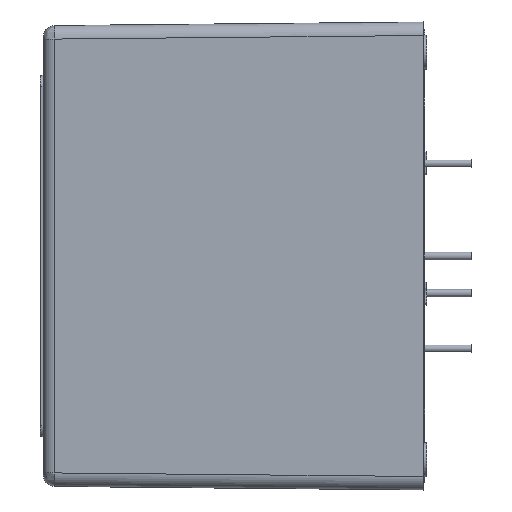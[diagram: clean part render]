
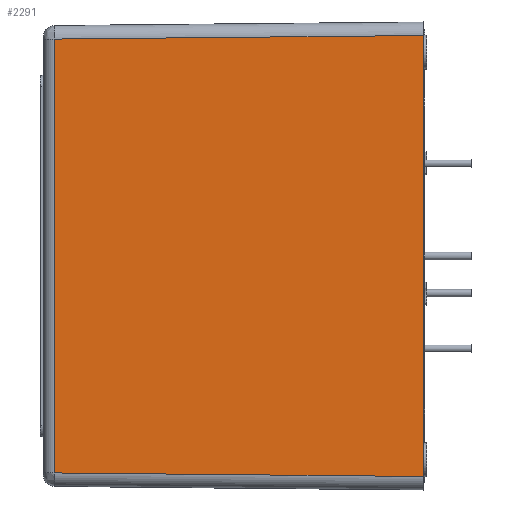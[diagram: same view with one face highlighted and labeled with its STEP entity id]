
A CAD part, left-side view. The second image highlights one B-rep face of the part: STEP entity #2291.
In plain terms, the highlighted planar face has unit normal (-1, 0.01, 0).
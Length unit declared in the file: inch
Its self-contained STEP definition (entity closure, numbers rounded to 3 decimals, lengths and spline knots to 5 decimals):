
#1702=CARTESIAN_POINT('',(-1.7625,0.0,1.1895));
#1703=VERTEX_POINT('',#1702);
#1711=CARTESIAN_POINT('',(-1.7625,0.0,-1.1895));
#1712=VERTEX_POINT('',#1711);
#1713=CARTESIAN_POINT('',(-1.7625,0.0,-1.1895));
#1714=DIRECTION('',(0.0,0.0,1.0));
#1715=VECTOR('',#1714,2.37901);
#1716=LINE('',#1713,#1715);
#1717=EDGE_CURVE('',#1712,#1703,#1716,.T.);
#1934=CARTESIAN_POINT('',(-1.74341,1.9886,1.17041));
#1935=VERTEX_POINT('',#1934);
#1968=CARTESIAN_POINT('',(-1.74341,1.9886,-1.17041));
#1969=VERTEX_POINT('',#1968);
#1977=CARTESIAN_POINT('',(-1.74341,1.9886,-1.17041));
#1978=DIRECTION('',(0.0,0.0,1.0));
#1979=VECTOR('',#1978,2.34083);
#1980=LINE('',#1977,#1979);
#1981=EDGE_CURVE('',#1969,#1935,#1980,.T.);
#2266=CARTESIAN_POINT('',(-1.7625,0.,-1.1895));
#2267=DIRECTION('',(0.01,1.,0.01));
#2268=VECTOR('',#2267,1.98878);
#2269=LINE('',#2266,#2268);
#2270=EDGE_CURVE('',#1712,#1969,#2269,.T.);
#2275=CARTESIAN_POINT('',(-1.7625,0.0,1.2625));
#2276=DIRECTION('',(-1.,0.01,0.0));
#2277=DIRECTION('',(0.0,0.0,1.0));
#2278=AXIS2_PLACEMENT_3D('',#2275,#2276,#2277);
#2279=PLANE('',#2278);
#2280=ORIENTED_EDGE('',*,*,#1981,.F.);
#2281=ORIENTED_EDGE('',*,*,#2270,.F.);
#2282=ORIENTED_EDGE('',*,*,#1717,.T.);
#2283=CARTESIAN_POINT('',(-1.74341,1.9886,1.17041));
#2284=DIRECTION('',(-0.01,-1.,0.01));
#2285=VECTOR('',#2284,1.98878);
#2286=LINE('',#2283,#2285);
#2287=EDGE_CURVE('',#1935,#1703,#2286,.T.);
#2288=ORIENTED_EDGE('',*,*,#2287,.F.);
#2289=EDGE_LOOP('',(#2280,#2281,#2282,#2288));
#2290=FACE_OUTER_BOUND('',#2289,.T.);
#2291=ADVANCED_FACE('',(#2290),#2279,.T.);
